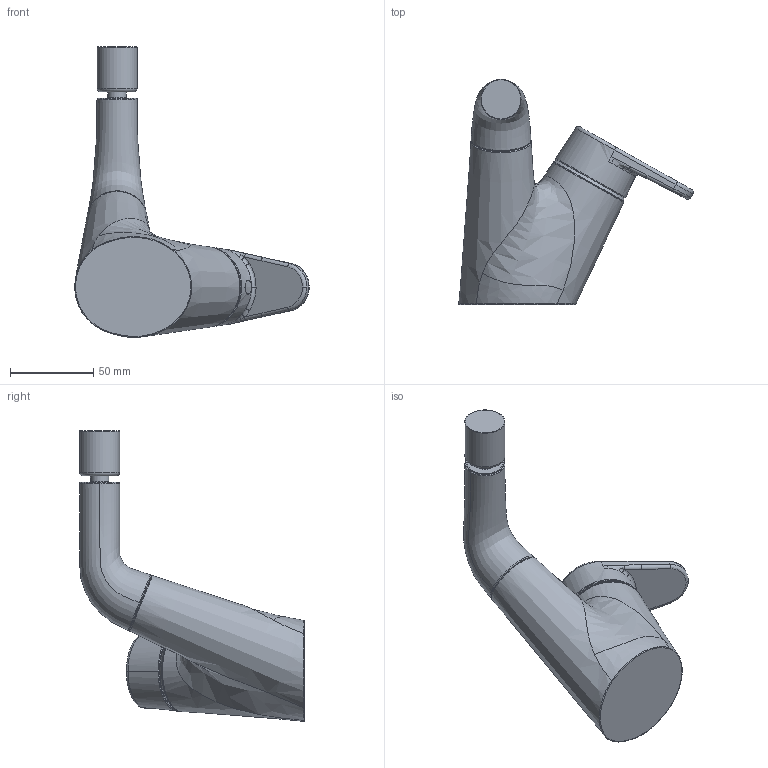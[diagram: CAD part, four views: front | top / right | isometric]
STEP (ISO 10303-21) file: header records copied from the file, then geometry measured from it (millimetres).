
FILE_DESCRIPTION (( 'STEP AP203' ), '1' );
FILE_NAME ('2218F(2016)+55083203.STEP', '2017-03-09T05:45:38', ( '' ), ( '' ), 'SwSTEP 2.0', 'SolidWorks 2016', '' );
FILE_SCHEMA (( 'CONFIG_CONTROL_DESIGN' ));
Length unit declared in the file: millimetre
Products named in the file (1): 2218F(2016)+55083203
Bounding box: 140.46 x 134.64 x 174.12 mm (x, y, z)
Volume: 427264.3 mm3; surface area: 45024 mm2
Topology: 1 solids, 1 shells, 73 faces, 173 edges, 110 vertices
Faces by surface type: bspline 46, plane 12, torus 9, cylinder 3, cone 2, sphere 1
Full cylindrical faces by diameter (mm): 11 x1, 23.5 x1, 23.95 x1
Entity records: 10195 total; most frequent: CARTESIAN_POINT 8900, ORIENTED_EDGE 310, EDGE_CURVE 155, DIRECTION 119, B_SPLINE_CURVE_WITH_KNOTS 110, VERTEX_POINT 106, EDGE_LOOP 95, FACE_OUTER_BOUND 84
